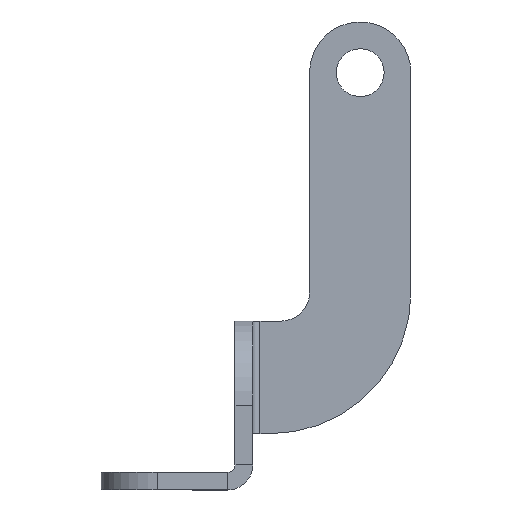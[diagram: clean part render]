
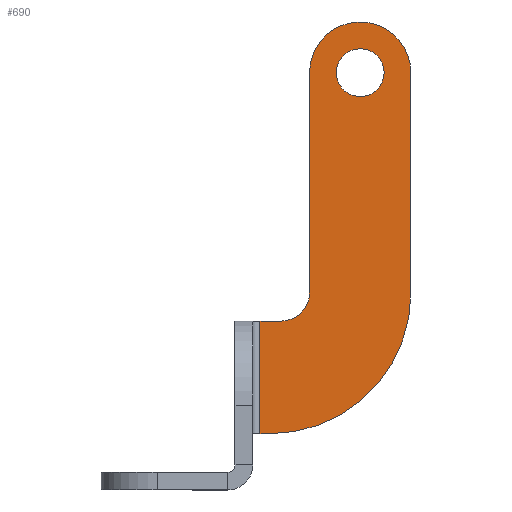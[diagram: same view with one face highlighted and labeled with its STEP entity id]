
A CAD part, front view. The second image highlights one B-rep face of the part: STEP entity #690.
In plain terms, the highlighted planar face has unit normal (0, -1, 0).
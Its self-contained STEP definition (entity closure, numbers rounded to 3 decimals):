
#6 = CARTESIAN_POINT ( 'NONE',  ( 22.013, 36.275, 26.825 ) ) ;
#19 = FACE_OUTER_BOUND ( 'NONE', #291, .T. ) ;
#24 = DIRECTION ( 'NONE',  ( 0., -1., 0. ) ) ;
#31 = ORIENTED_EDGE ( 'NONE', *, *, #289, .T. ) ;
#34 = EDGE_CURVE ( 'NONE', #611, #678, #842, .T. ) ;
#40 = CARTESIAN_POINT ( 'NONE',  ( 27.013, 36.275, 70.925 ) ) ;
#53 = CARTESIAN_POINT ( 'NONE',  ( 36.013, 36.275, 70.925 ) ) ;
#64 = VECTOR ( 'NONE', #367, 1000. ) ;
#68 = CARTESIAN_POINT ( 'NONE',  ( 18.215, 36.275, 6.825 ) ) ;
#70 = DIRECTION ( 'NONE',  ( 0., -1., 0. ) ) ;
#74 = EDGE_CURVE ( 'NONE', #347, #570, #795, .T. ) ;
#82 = CIRCLE ( 'NONE', #684, 4.25 ) ;
#90 = CARTESIAN_POINT ( 'NONE',  ( 36.013, 36.275, 70.925 ) ) ;
#95 = PLANE ( 'NONE',  #488 ) ;
#109 = DIRECTION ( 'NONE',  ( 0., 0., 1. ) ) ;
#116 = VERTEX_POINT ( 'NONE', #704 ) ;
#128 = EDGE_CURVE ( 'NONE', #422, #511, #695, .T. ) ;
#165 = CARTESIAN_POINT ( 'NONE',  ( 36.013, 36.275, 70.925 ) ) ;
#200 = ORIENTED_EDGE ( 'NONE', *, *, #364, .F. ) ;
#212 = DIRECTION ( 'NONE',  ( 0., 0., -1. ) ) ;
#216 = CARTESIAN_POINT ( 'NONE',  ( 16.945, 36.275, 26.825 ) ) ;
#228 = DIRECTION ( 'NONE',  ( 1., 0., 0. ) ) ;
#254 = VERTEX_POINT ( 'NONE', #896 ) ;
#274 = EDGE_CURVE ( 'NONE', #570, #452, #371, .T. ) ;
#280 = ORIENTED_EDGE ( 'NONE', *, *, #679, .T. ) ;
#289 = EDGE_CURVE ( 'NONE', #254, #611, #743, .T. ) ;
#291 = EDGE_LOOP ( 'NONE', ( #792, #31, #780, #280, #338, #709, #629, #480 ) ) ;
#337 = AXIS2_PLACEMENT_3D ( 'NONE', #165, #70, #781 ) ;
#338 = ORIENTED_EDGE ( 'NONE', *, *, #879, .T. ) ;
#342 = DIRECTION ( 'NONE',  ( -1., 0., 0. ) ) ;
#347 = VERTEX_POINT ( 'NONE', #844 ) ;
#364 = EDGE_CURVE ( 'NONE', #511, #422, #82, .T. ) ;
#367 = DIRECTION ( 'NONE',  ( -1., 0., 0. ) ) ;
#371 = LINE ( 'NONE', #216, #64 ) ;
#400 = CARTESIAN_POINT ( 'NONE',  ( 40.263, 36.275, 70.925 ) ) ;
#408 = AXIS2_PLACEMENT_3D ( 'NONE', #710, #784, #793 ) ;
#418 = ORIENTED_EDGE ( 'NONE', *, *, #128, .F. ) ;
#422 = VERTEX_POINT ( 'NONE', #400 ) ;
#424 = VERTEX_POINT ( 'NONE', #481 ) ;
#426 = CARTESIAN_POINT ( 'NONE',  ( 18.215, 36.275, 26.825 ) ) ;
#452 = VERTEX_POINT ( 'NONE', #426 ) ;
#459 = LINE ( 'NONE', #68, #818 ) ;
#477 = EDGE_CURVE ( 'NONE', #116, #347, #589, .T. ) ;
#480 = ORIENTED_EDGE ( 'NONE', *, *, #274, .T. ) ;
#481 = CARTESIAN_POINT ( 'NONE',  ( 45.013, 36.275, 70.925 ) ) ;
#488 = AXIS2_PLACEMENT_3D ( 'NONE', #711, #555, #342 ) ;
#511 = VERTEX_POINT ( 'NONE', #579 ) ;
#520 = CARTESIAN_POINT ( 'NONE',  ( 20.013, 36.275, 6.825 ) ) ;
#540 = DIRECTION ( 'NONE',  ( 0., -1., 0. ) ) ;
#555 = DIRECTION ( 'NONE',  ( 0., 1., 0. ) ) ;
#570 = VERTEX_POINT ( 'NONE', #6 ) ;
#572 = FACE_BOUND ( 'NONE', #970, .T. ) ;
#579 = CARTESIAN_POINT ( 'NONE',  ( 31.763, 36.275, 70.925 ) ) ;
#589 = LINE ( 'NONE', #40, #658 ) ;
#595 = DIRECTION ( 'NONE',  ( 1., 0., 0. ) ) ;
#596 = VECTOR ( 'NONE', #831, 1000. ) ;
#606 = EDGE_CURVE ( 'NONE', #254, #452, #459, .T. ) ;
#611 = VERTEX_POINT ( 'NONE', #766 ) ;
#629 = ORIENTED_EDGE ( 'NONE', *, *, #74, .T. ) ;
#633 = CARTESIAN_POINT ( 'NONE',  ( 45.013, 36.275, 31.825 ) ) ;
#658 = VECTOR ( 'NONE', #212, 1000. ) ;
#673 = VECTOR ( 'NONE', #109, 1000. ) ;
#678 = VERTEX_POINT ( 'NONE', #633 ) ;
#679 = EDGE_CURVE ( 'NONE', #678, #424, #949, .T. ) ;
#684 = AXIS2_PLACEMENT_3D ( 'NONE', #53, #986, #595 ) ;
#690 = ADVANCED_FACE ( 'NONE', ( #572, #19 ), #95, .F. ) ;
#695 = CIRCLE ( 'NONE', #911, 4.25 ) ;
#704 = CARTESIAN_POINT ( 'NONE',  ( 27.013, 36.275, 70.925 ) ) ;
#709 = ORIENTED_EDGE ( 'NONE', *, *, #477, .T. ) ;
#710 = CARTESIAN_POINT ( 'NONE',  ( 22.013, 36.275, 31.825 ) ) ;
#711 = CARTESIAN_POINT ( 'NONE',  ( 22.013, 36.275, 31.825 ) ) ;
#725 = DIRECTION ( 'NONE',  ( 1., 0., 0. ) ) ;
#743 = LINE ( 'NONE', #520, #596 ) ;
#766 = CARTESIAN_POINT ( 'NONE',  ( 20.013, 36.275, 6.825 ) ) ;
#780 = ORIENTED_EDGE ( 'NONE', *, *, #34, .T. ) ;
#781 = DIRECTION ( 'NONE',  ( 1., 0., 0. ) ) ;
#784 = DIRECTION ( 'NONE',  ( 0., 1., 0. ) ) ;
#792 = ORIENTED_EDGE ( 'NONE', *, *, #606, .F. ) ;
#793 = DIRECTION ( 'NONE',  ( -1., 0., 0. ) ) ;
#795 = CIRCLE ( 'NONE', #408, 5. ) ;
#799 = CIRCLE ( 'NONE', #337, 9. ) ;
#818 = VECTOR ( 'NONE', #936, 1000. ) ;
#831 = DIRECTION ( 'NONE',  ( 1., 0., 0. ) ) ;
#842 = CIRCLE ( 'NONE', #883, 25. ) ;
#844 = CARTESIAN_POINT ( 'NONE',  ( 27.013, 36.275, 31.825 ) ) ;
#879 = EDGE_CURVE ( 'NONE', #424, #116, #799, .T. ) ;
#883 = AXIS2_PLACEMENT_3D ( 'NONE', #925, #540, #228 ) ;
#896 = CARTESIAN_POINT ( 'NONE',  ( 18.215, 36.275, 6.825 ) ) ;
#911 = AXIS2_PLACEMENT_3D ( 'NONE', #90, #24, #725 ) ;
#925 = CARTESIAN_POINT ( 'NONE',  ( 20.013, 36.275, 31.825 ) ) ;
#936 = DIRECTION ( 'NONE',  ( 0., 0., 1. ) ) ;
#949 = LINE ( 'NONE', #960, #673 ) ;
#960 = CARTESIAN_POINT ( 'NONE',  ( 45.013, 36.275, 31.825 ) ) ;
#970 = EDGE_LOOP ( 'NONE', ( #418, #200 ) ) ;
#986 = DIRECTION ( 'NONE',  ( 0., -1., 0. ) ) ;
